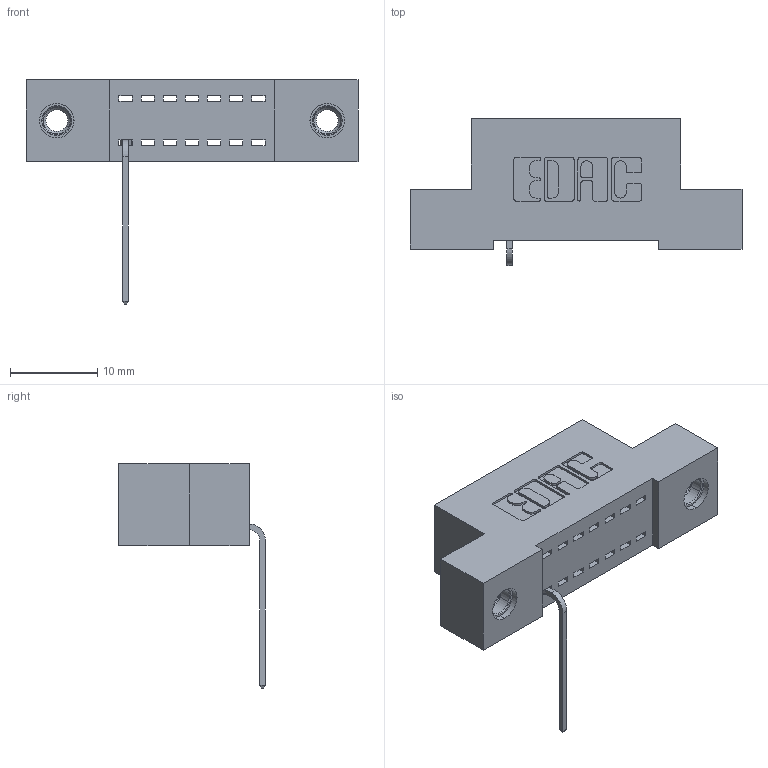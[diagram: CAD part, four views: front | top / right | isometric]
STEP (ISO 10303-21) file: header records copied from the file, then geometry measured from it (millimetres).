
FILE_DESCRIPTION (( 'STEP AP203' ), '1' );
FILE_NAME ('392-007-559-107.STEP', '2018-08-14T19:05:17', ( '' ), ( '' ), 'SwSTEP 2.0', 'SolidWorks 2016', '' );
FILE_SCHEMA (( 'CONFIG_CONTROL_DESIGN' ));
Length unit declared in the file: inch
Products named in the file (4): 345-250-001_345-250-005-103; 392-007-559-107; 342 Part_TI; 345-292-001_558 559 Tail - 1
Assembly tree (4 placements, depth 2):
  392-007-559-107
    342 Part_TI
    345-292-001_558 559 Tail - 1
    345-250-001_345-250-005-103  x2
Bounding box: 38.1 x 16.83 x 25.78 mm (x, y, z)
Volume: 3133.7 mm3; surface area: 3643.8 mm2
Topology: 4 solids, 4 shells, 302 faces, 869 edges, 570 vertices
Faces by surface type: plane 214, cylinder 72, cone 12, torus 4
Entity records: 9752 total; most frequent: CARTESIAN_POINT 1696, ORIENTED_EDGE 1638, DIRECTION 1527, EDGE_CURVE 819, VECTOR 671, LINE 671, VERTEX_POINT 540, AXIS2_PLACEMENT_3D 428
